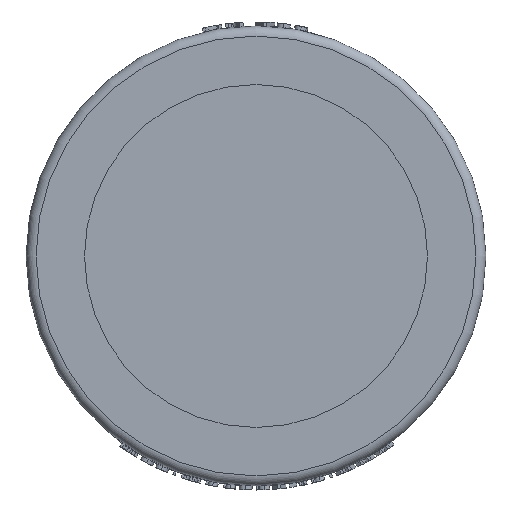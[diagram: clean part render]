
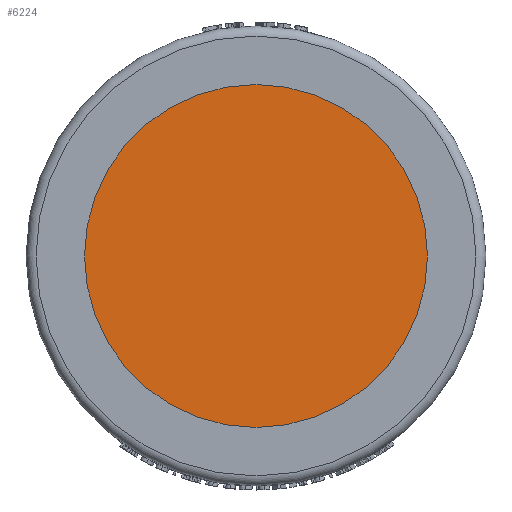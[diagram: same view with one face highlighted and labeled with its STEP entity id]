
A CAD part, front view. The second image highlights one B-rep face of the part: STEP entity #6224.
In plain terms, the highlighted planar face has unit normal (0, -1, 0).
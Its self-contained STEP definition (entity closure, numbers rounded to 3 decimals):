
#1425=FACE_OUTER_BOUND('',#1798,.T.);
#1798=EDGE_LOOP('',(#4209));
#2160=CIRCLE('',#6603,42.5);
#2363=VERTEX_POINT('',#8116);
#2987=EDGE_CURVE('',#2363,#2363,#2160,.T.);
#4209=ORIENTED_EDGE('',*,*,#2987,.F.);
#5770=PLANE('',#6701);
#6224=ADVANCED_FACE('',(#1425),#5770,.F.);
#6603=AXIS2_PLACEMENT_3D('',#8118,#6969,#6970);
#6701=AXIS2_PLACEMENT_3D('',#13059,#7205,#7206);
#6969=DIRECTION('center_axis',(0.,1.,0.));
#6970=DIRECTION('ref_axis',(0.,0.,
1.));
#7205=DIRECTION('center_axis',(0.,1.,0.));
#7206=DIRECTION('ref_axis',(0.,0.,
1.));
#8116=CARTESIAN_POINT('',(-78.787,-88.881,-53.525));
#8118=CARTESIAN_POINT('Origin',(-78.787,-88.881,-11.025));
#13059=CARTESIAN_POINT('Origin',(-78.787,-88.881,-11.025));
